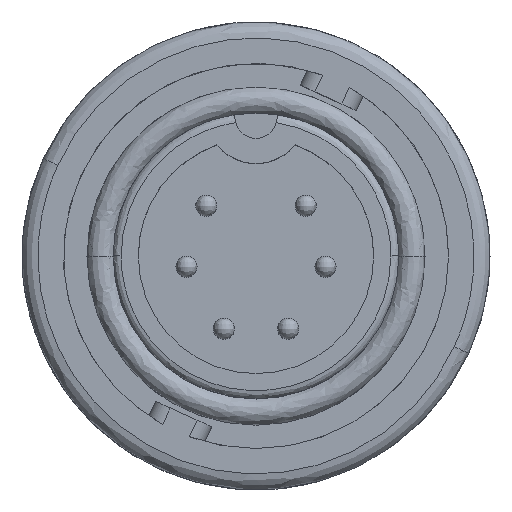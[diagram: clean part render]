
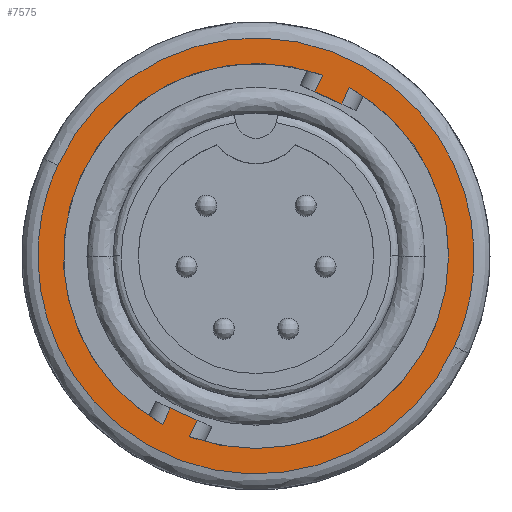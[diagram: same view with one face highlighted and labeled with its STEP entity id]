
A CAD part, top view. The second image highlights one B-rep face of the part: STEP entity #7575.
In plain terms, the highlighted planar face has unit normal (0, 0, 1).
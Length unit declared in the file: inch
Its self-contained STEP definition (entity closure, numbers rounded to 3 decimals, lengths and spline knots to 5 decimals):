
#1169 = VERTEX_POINT ( 'NONE', #16122 ) ;
#1176 = VERTEX_POINT ( 'NONE', #16130 ) ;
#1344 = VERTEX_POINT ( 'NONE', #16307 ) ;
#1383 = VERTEX_POINT ( 'NONE', #16348 ) ;
#1390 = VERTEX_POINT ( 'NONE', #16355 ) ;
#1446 = VERTEX_POINT ( 'NONE', #16420 ) ;
#1450 = VERTEX_POINT ( 'NONE', #16423 ) ;
#1476 = VERTEX_POINT ( 'NONE', #16452 ) ;
#1495 = VERTEX_POINT ( 'NONE', #16468 ) ;
#1802 = EDGE_CURVE ( 'NONE', #1344, #1390, #7333, .T. ) ;
#1892 = EDGE_CURVE ( 'NONE', #1495, #16616, #14826, .T. ) ;
#1911 = EDGE_CURVE ( 'NONE', #16616, #16614, #7678, .T. ) ;
#1925 = EDGE_CURVE ( 'NONE', #16614, #1450, #7859, .T. ) ;
#1946 = EDGE_CURVE ( 'NONE', #1450, #1169, #14561, .T. ) ;
#2871 = EDGE_LOOP ( 'NONE', ( #15132, #15320 ) ) ;
#2873 = EDGE_LOOP ( 'NONE', ( #15381, #15592, #15596, #15151, #15312, #15636, #15640, #15364, #15608 ) ) ;
#5158 = VECTOR ( 'NONE', #10541, 39.37008 ) ;
#5162 = AXIS2_PLACEMENT_3D ( 'NONE', #10534, #10542, #10543 ) ;
#5163 = VECTOR ( 'NONE', #14559, 39.37008 ) ;
#5184 = AXIS2_PLACEMENT_3D ( 'NONE', #14653, #14652, #14651 ) ;
#5207 = AXIS2_PLACEMENT_3D ( 'NONE', #14718, #14717, #14716 ) ;
#5218 = VECTOR ( 'NONE', #14824, 39.37008 ) ;
#5491 = VECTOR ( 'NONE', #13290, 39.37008 ) ;
#7064 = EDGE_CURVE ( 'NONE', #1383, #1476, #13292, .T. ) ;
#7333 =( BOUNDED_CURVE ( )  B_SPLINE_CURVE ( 3, ( #8936, #8986, #8946, #9003 ),
 .UNSPECIFIED., .F., .T. ) 
 B_SPLINE_CURVE_WITH_KNOTS ( ( 4, 4 ),
 ( 0., 1. ),
 .UNSPECIFIED. ) 
 CURVE ( )  GEOMETRIC_REPRESENTATION_ITEM ( )  RATIONAL_B_SPLINE_CURVE ( ( 1., 0.333, 0.333, 1. ) ) 
 REPRESENTATION_ITEM ( '' )  );
#7491 = EDGE_CURVE ( 'NONE', #1176, #1446, #10539, .T. ) ;
#7492 = EDGE_CURVE ( 'NONE', #1446, #1383, #7877, .T. ) ;
#7499 = EDGE_CURVE ( 'NONE', #1176, #1169, #10562, .T. ) ;
#7575 = ADVANCED_FACE ( 'NONE', ( #10979, #10982 ), #10420, .T. ) ;
#7579 = EDGE_CURVE ( 'NONE', #1390, #1344, #9415, .T. ) ;
#7678 = CIRCLE ( 'NONE', #5207, 0.36 ) ;
#7859 = CIRCLE ( 'NONE', #5184, 0.36 ) ;
#7877 = CIRCLE ( 'NONE', #5162, 0.36 ) ;
#7917 = EDGE_CURVE ( 'NONE', #1495, #1476, #8097, .T. ) ;
#8097 = LINE ( 'NONE', #8098, #11046 ) ;
#8098 = CARTESIAN_POINT ( 'NONE',  ( 0.16027, 0.28407, -0.05 ) ) ;
#8099 = DIRECTION ( 'NONE',  ( -0.909, 0.416, 0. ) ) ;
#8115 = CARTESIAN_POINT ( 'NONE',  ( 0.36, 0., -0.05 ) ) ;
#8116 = CARTESIAN_POINT ( 'NONE',  ( 0.1744, 0.31493, -0.05 ) ) ;
#8936 = CARTESIAN_POINT ( 'NONE',  ( -0.37053, 0.16961, -0.05 ) ) ;
#8946 = CARTESIAN_POINT ( 'NONE',  ( 0.70974, 0.57145, -0.05 ) ) ;
#8986 = CARTESIAN_POINT ( 'NONE',  ( -0.03131, 0.91066, -0.05 ) ) ;
#9003 = CARTESIAN_POINT ( 'NONE',  ( 0.37053, -0.16961, -0.05 ) ) ;
#9415 =( BOUNDED_CURVE ( )  B_SPLINE_CURVE ( 3, ( #10498, #10530, #10514, #10590 ),
 .UNSPECIFIED., .F., .T. ) 
 B_SPLINE_CURVE_WITH_KNOTS ( ( 4, 4 ),
 ( 0., 1. ),
 .UNSPECIFIED. ) 
 CURVE ( )  GEOMETRIC_REPRESENTATION_ITEM ( )  RATIONAL_B_SPLINE_CURVE ( ( 1., 0.333, 0.333, 1. ) ) 
 REPRESENTATION_ITEM ( '' )  );
#10420 = PLANE ( 'NONE',  #10984 ) ;
#10498 = CARTESIAN_POINT ( 'NONE',  ( 0.37053, -0.16961, -0.05 ) ) ;
#10514 = CARTESIAN_POINT ( 'NONE',  ( -0.70974, -0.57145, -0.05 ) ) ;
#10530 = CARTESIAN_POINT ( 'NONE',  ( 0.03131, -0.91066, -0.05 ) ) ;
#10534 = CARTESIAN_POINT ( 'NONE',  ( 0., 0., -0.05 ) ) ;
#10539 = LINE ( 'NONE', #10540, #5158 ) ;
#10540 = CARTESIAN_POINT ( 'NONE',  ( -0.16027, -0.28407, -0.05 ) ) ;
#10541 = DIRECTION ( 'NONE',  ( -0.416, -0.909, 0. ) ) ;
#10542 = DIRECTION ( 'NONE',  ( 0., 0., -1. ) ) ;
#10543 = DIRECTION ( 'NONE',  ( 1., 0., 0. ) ) ;
#10544 = DIRECTION ( 'NONE',  ( 0., 0., 1. ) ) ;
#10562 = LINE ( 'NONE', #10563, #11004 ) ;
#10563 = CARTESIAN_POINT ( 'NONE',  ( -0.16027, -0.28407, -0.05 ) ) ;
#10564 = DIRECTION ( 'NONE',  ( 0.909, -0.416, 0. ) ) ;
#10579 = CARTESIAN_POINT ( 'NONE',  ( 0., 0., -0.05 ) ) ;
#10590 = CARTESIAN_POINT ( 'NONE',  ( -0.37053, 0.16961, -0.05 ) ) ;
#10617 = DIRECTION ( 'NONE',  ( 1., 0., 0. ) ) ;
#10979 = FACE_OUTER_BOUND ( 'NONE', #2871, .T. ) ;
#10982 = FACE_BOUND ( 'NONE', #2873, .T. ) ;
#10984 = AXIS2_PLACEMENT_3D ( 'NONE', #10579, #10544, #10617 ) ;
#11004 = VECTOR ( 'NONE', #10564, 39.37008 ) ;
#11046 = VECTOR ( 'NONE', #8099, 39.37008 ) ;
#13290 = DIRECTION ( 'NONE',  ( -0.416, -0.909, 0. ) ) ;
#13291 = CARTESIAN_POINT ( 'NONE',  ( 0.12439, 0.33783, -0.05 ) ) ;
#13292 = LINE ( 'NONE', #13291, #5491 ) ;
#14559 = DIRECTION ( 'NONE',  ( 0.416, 0.909, 0. ) ) ;
#14560 = CARTESIAN_POINT ( 'NONE',  ( -0.12439, -0.33783, -0.05 ) ) ;
#14561 = LINE ( 'NONE', #14560, #5163 ) ;
#14651 = DIRECTION ( 'NONE',  ( 1., 0., 0. ) ) ;
#14652 = DIRECTION ( 'NONE',  ( 0., 0., -1. ) ) ;
#14653 = CARTESIAN_POINT ( 'NONE',  ( 0., 0., -0.05 ) ) ;
#14716 = DIRECTION ( 'NONE',  ( 1., 0., 0. ) ) ;
#14717 = DIRECTION ( 'NONE',  ( 0., 0., -1. ) ) ;
#14718 = CARTESIAN_POINT ( 'NONE',  ( 0., 0., -0.05 ) ) ;
#14824 = DIRECTION ( 'NONE',  ( 0.416, 0.909, 0. ) ) ;
#14825 = CARTESIAN_POINT ( 'NONE',  ( 0.16027, 0.28407, -0.05 ) ) ;
#14826 = LINE ( 'NONE', #14825, #5218 ) ;
#15132 = ORIENTED_EDGE ( 'NONE', *, *, #1802, .F. ) ;
#15151 = ORIENTED_EDGE ( 'NONE', *, *, #1946, .T. ) ;
#15312 = ORIENTED_EDGE ( 'NONE', *, *, #7499, .F. ) ;
#15320 = ORIENTED_EDGE ( 'NONE', *, *, #7579, .F. ) ;
#15364 = ORIENTED_EDGE ( 'NONE', *, *, #7064, .T. ) ;
#15381 = ORIENTED_EDGE ( 'NONE', *, *, #1892, .T. ) ;
#15592 = ORIENTED_EDGE ( 'NONE', *, *, #1911, .T. ) ;
#15596 = ORIENTED_EDGE ( 'NONE', *, *, #1925, .T. ) ;
#15608 = ORIENTED_EDGE ( 'NONE', *, *, #7917, .F. ) ;
#15636 = ORIENTED_EDGE ( 'NONE', *, *, #7491, .T. ) ;
#15640 = ORIENTED_EDGE ( 'NONE', *, *, #7492, .T. ) ;
#16122 = CARTESIAN_POINT ( 'NONE',  ( -0.11026, -0.30696, -0.05 ) ) ;
#16130 = CARTESIAN_POINT ( 'NONE',  ( -0.16027, -0.28407, -0.05 ) ) ;
#16307 = CARTESIAN_POINT ( 'NONE',  ( -0.37053, 0.16961, -0.05 ) ) ;
#16348 = CARTESIAN_POINT ( 'NONE',  ( 0.12439, 0.33783, -0.05 ) ) ;
#16355 = CARTESIAN_POINT ( 'NONE',  ( 0.37053, -0.16961, -0.05 ) ) ;
#16420 = CARTESIAN_POINT ( 'NONE',  ( -0.1744, -0.31493, -0.05 ) ) ;
#16423 = CARTESIAN_POINT ( 'NONE',  ( -0.12439, -0.33783, -0.05 ) ) ;
#16452 = CARTESIAN_POINT ( 'NONE',  ( 0.11026, 0.30696, -0.05 ) ) ;
#16468 = CARTESIAN_POINT ( 'NONE',  ( 0.16027, 0.28407, -0.05 ) ) ;
#16614 = VERTEX_POINT ( 'NONE', #8115 ) ;
#16616 = VERTEX_POINT ( 'NONE', #8116 ) ;
